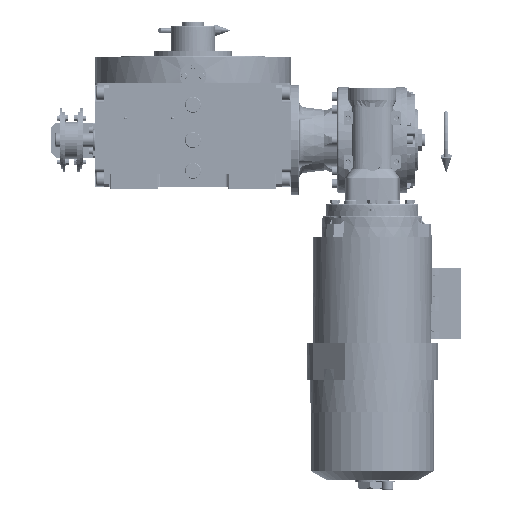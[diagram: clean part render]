
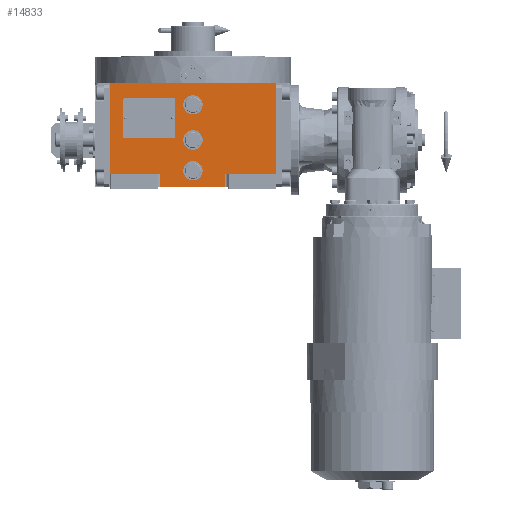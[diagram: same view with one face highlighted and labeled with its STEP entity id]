
A CAD part, top view. The second image highlights one B-rep face of the part: STEP entity #14833.
In plain terms, the highlighted planar face has unit normal (0, 0, 1).
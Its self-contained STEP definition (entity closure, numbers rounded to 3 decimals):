
#1864 = CARTESIAN_POINT ( 'NONE',  ( -37., -38.5, 163.5 ) ) ;
#4858 = CARTESIAN_POINT ( 'NONE',  ( 94.5, -38.5, 163.5 ) ) ;
#7124 = DIRECTION ( 'NONE',  ( 1., 0., 0. ) ) ;
#8238 = FACE_BOUND ( 'NONE', #150125, .T. ) ;
#8636 = DIRECTION ( 'NONE',  ( 0., 0., 1. ) ) ;
#9518 = CARTESIAN_POINT ( 'NONE',  ( 94.5, -38.5, 163.5 ) ) ;
#10317 = CIRCLE ( 'NONE', #112177, 11. ) ;
#11290 = DIRECTION ( 'NONE',  ( -1., 0., 0. ) ) ;
#12283 = ORIENTED_EDGE ( 'NONE', *, *, #137697, .F. ) ;
#14284 = AXIS2_PLACEMENT_3D ( 'NONE', #177923, #175253, #147063 ) ;
#14833 = ADVANCED_FACE ( 'NONE', ( #8238, #39089, #90870, #120774 ), #163392, .T. ) ;
#15145 = VERTEX_POINT ( 'NONE', #49866 ) ;
#15590 = AXIS2_PLACEMENT_3D ( 'NONE', #60733, #116067, #7124 ) ;
#16182 = ORIENTED_EDGE ( 'NONE', *, *, #82467, .F. ) ;
#16431 = CIRCLE ( 'NONE', #54060, 11. ) ;
#16484 = VECTOR ( 'NONE', #88472, 1000. ) ;
#16694 = LINE ( 'NONE', #86598, #84172 ) ;
#17590 = CARTESIAN_POINT ( 'NONE',  ( 11., -35., 163.5 ) ) ;
#19787 = CARTESIAN_POINT ( 'NONE',  ( -37., -53.5, 163.5 ) ) ;
#20647 = DIRECTION ( 'NONE',  ( 1., 0., 0. ) ) ;
#24230 = ORIENTED_EDGE ( 'NONE', *, *, #66778, .F. ) ;
#26104 = VERTEX_POINT ( 'NONE', #73919 ) ;
#28351 = VECTOR ( 'NONE', #103343, 1000. ) ;
#29719 = VECTOR ( 'NONE', #33739, 1000. ) ;
#32648 = EDGE_CURVE ( 'NONE', #137967, #98538, #57199, .T. ) ;
#32691 = DIRECTION ( 'NONE',  ( -1., 0., 0. ) ) ;
#33385 = VERTEX_POINT ( 'NONE', #79531 ) ;
#33739 = DIRECTION ( 'NONE',  ( 1., 0., 0. ) ) ;
#33803 = CIRCLE ( 'NONE', #45396, 11. ) ;
#35387 = ORIENTED_EDGE ( 'NONE', *, *, #172263, .F. ) ;
#36261 = VERTEX_POINT ( 'NONE', #74559 ) ;
#36993 = DIRECTION ( 'NONE',  ( 0., 0., 1. ) ) ;
#39089 = FACE_BOUND ( 'NONE', #166648, .T. ) ;
#42205 = CARTESIAN_POINT ( 'NONE',  ( -37., -53.5, 163.5 ) ) ;
#42703 = DIRECTION ( 'NONE',  ( 0., 1., 0. ) ) ;
#45307 = ORIENTED_EDGE ( 'NONE', *, *, #72726, .T. ) ;
#45396 = AXIS2_PLACEMENT_3D ( 'NONE', #109982, #110887, #70039 ) ;
#47291 = ORIENTED_EDGE ( 'NONE', *, *, #100579, .T. ) ;
#48321 = CARTESIAN_POINT ( 'NONE',  ( -94.5, 64.5, 163.5 ) ) ;
#49866 = CARTESIAN_POINT ( 'NONE',  ( 11., 40., 163.5 ) ) ;
#50245 = ORIENTED_EDGE ( 'NONE', *, *, #173741, .F. ) ;
#53796 = DIRECTION ( 'NONE',  ( 1., 0., 0. ) ) ;
#54060 = AXIS2_PLACEMENT_3D ( 'NONE', #157004, #119775, #32691 ) ;
#57199 = LINE ( 'NONE', #112524, #126787 ) ;
#57972 = EDGE_CURVE ( 'NONE', #76534, #36261, #10317, .T. ) ;
#60733 = CARTESIAN_POINT ( 'NONE',  ( 0., 40., 163.5 ) ) ;
#61418 = ORIENTED_EDGE ( 'NONE', *, *, #118194, .F. ) ;
#63301 = CARTESIAN_POINT ( 'NONE',  ( -94.5, -38.5, 163.5 ) ) ;
#66778 = EDGE_CURVE ( 'NONE', #98538, #26104, #145311, .T. ) ;
#70039 = DIRECTION ( 'NONE',  ( 1., 0., 0. ) ) ;
#72726 = EDGE_CURVE ( 'NONE', #81097, #26104, #79417, .T. ) ;
#73919 = CARTESIAN_POINT ( 'NONE',  ( 94.5, 64.5, 163.5 ) ) ;
#74559 = CARTESIAN_POINT ( 'NONE',  ( 11., 0., 163.5 ) ) ;
#76534 = VERTEX_POINT ( 'NONE', #108726 ) ;
#76799 = DIRECTION ( 'NONE',  ( 0., 0., 1. ) ) ;
#78390 = VERTEX_POINT ( 'NONE', #17590 ) ;
#79417 = LINE ( 'NONE', #9518, #135313 ) ;
#79531 = CARTESIAN_POINT ( 'NONE',  ( -11., -35., 163.5 ) ) ;
#80098 = LINE ( 'NONE', #151704, #142574 ) ;
#80156 = CIRCLE ( 'NONE', #141027, 11. ) ;
#81097 = VERTEX_POINT ( 'NONE', #4858 ) ;
#82366 = CARTESIAN_POINT ( 'NONE',  ( 37., -53.5, 163.5 ) ) ;
#82467 = EDGE_CURVE ( 'NONE', #160966, #101501, #16694, .T. ) ;
#84172 = VECTOR ( 'NONE', #127410, 1000. ) ;
#85063 = VERTEX_POINT ( 'NONE', #1864 ) ;
#86598 = CARTESIAN_POINT ( 'NONE',  ( 37., -38.5, 163.5 ) ) ;
#88472 = DIRECTION ( 'NONE',  ( 1., 0., 0. ) ) ;
#88768 = AXIS2_PLACEMENT_3D ( 'NONE', #133011, #76799, #107621 ) ;
#89358 = LINE ( 'NONE', #144660, #16484 ) ;
#90870 = FACE_BOUND ( 'NONE', #113742, .T. ) ;
#98019 = EDGE_CURVE ( 'NONE', #137967, #85063, #122180, .T. ) ;
#98538 = VERTEX_POINT ( 'NONE', #113504 ) ;
#99015 = CARTESIAN_POINT ( 'NONE',  ( -11., 40., 163.5 ) ) ;
#100579 = EDGE_CURVE ( 'NONE', #141565, #101501, #80098, .T. ) ;
#101501 = VERTEX_POINT ( 'NONE', #82366 ) ;
#102564 = EDGE_CURVE ( 'NONE', #15145, #137547, #151882, .T. ) ;
#103343 = DIRECTION ( 'NONE',  ( 0., 1., 0. ) ) ;
#107621 = DIRECTION ( 'NONE',  ( -1., 0., 0. ) ) ;
#108726 = CARTESIAN_POINT ( 'NONE',  ( -11., 0., 163.5 ) ) ;
#109982 = CARTESIAN_POINT ( 'NONE',  ( 0., -35., 163.5 ) ) ;
#110887 = DIRECTION ( 'NONE',  ( 0., 0., 1. ) ) ;
#112177 = AXIS2_PLACEMENT_3D ( 'NONE', #146571, #8636, #11290 ) ;
#112524 = CARTESIAN_POINT ( 'NONE',  ( -94.5, -38.5, 163.5 ) ) ;
#113504 = CARTESIAN_POINT ( 'NONE',  ( -94.5, 64.5, 163.5 ) ) ;
#113742 = EDGE_LOOP ( 'NONE', ( #143349, #12283 ) ) ;
#115069 = ORIENTED_EDGE ( 'NONE', *, *, #57972, .F. ) ;
#115151 = LINE ( 'NONE', #19787, #28351 ) ;
#116067 = DIRECTION ( 'NONE',  ( 0., 0., 1. ) ) ;
#118194 = EDGE_CURVE ( 'NONE', #36261, #76534, #80156, .T. ) ;
#119775 = DIRECTION ( 'NONE',  ( 0., 0., 1. ) ) ;
#120635 = CIRCLE ( 'NONE', #88768, 11. ) ;
#120774 = FACE_OUTER_BOUND ( 'NONE', #153559, .T. ) ;
#122180 = LINE ( 'NONE', #63301, #141920 ) ;
#126350 = ORIENTED_EDGE ( 'NONE', *, *, #156630, .F. ) ;
#126787 = VECTOR ( 'NONE', #42703, 1000. ) ;
#127410 = DIRECTION ( 'NONE',  ( 0., -1., 0. ) ) ;
#130176 = EDGE_CURVE ( 'NONE', #160966, #81097, #89358, .T. ) ;
#133011 = CARTESIAN_POINT ( 'NONE',  ( 0., -35., 163.5 ) ) ;
#135313 = VECTOR ( 'NONE', #176500, 1000. ) ;
#136538 = ORIENTED_EDGE ( 'NONE', *, *, #98019, .T. ) ;
#137547 = VERTEX_POINT ( 'NONE', #99015 ) ;
#137697 = EDGE_CURVE ( 'NONE', #137547, #15145, #16431, .T. ) ;
#137967 = VERTEX_POINT ( 'NONE', #165983 ) ;
#141027 = AXIS2_PLACEMENT_3D ( 'NONE', #147650, #36993, #20647 ) ;
#141565 = VERTEX_POINT ( 'NONE', #42205 ) ;
#141920 = VECTOR ( 'NONE', #163035, 1000. ) ;
#142574 = VECTOR ( 'NONE', #53796, 1000. ) ;
#143349 = ORIENTED_EDGE ( 'NONE', *, *, #102564, .F. ) ;
#144660 = CARTESIAN_POINT ( 'NONE',  ( 37., -38.5, 163.5 ) ) ;
#145311 = LINE ( 'NONE', #48321, #29719 ) ;
#146571 = CARTESIAN_POINT ( 'NONE',  ( 0., 0., 163.5 ) ) ;
#147063 = DIRECTION ( 'NONE',  ( 1., 0., 0. ) ) ;
#147650 = CARTESIAN_POINT ( 'NONE',  ( 0., 0., 163.5 ) ) ;
#150125 = EDGE_LOOP ( 'NONE', ( #61418, #115069 ) ) ;
#151704 = CARTESIAN_POINT ( 'NONE',  ( -37., -53.5, 163.5 ) ) ;
#151882 = CIRCLE ( 'NONE', #15590, 11. ) ;
#153559 = EDGE_LOOP ( 'NONE', ( #47291, #16182, #175047, #45307, #24230, #174114, #136538, #50245 ) ) ;
#155249 = CARTESIAN_POINT ( 'NONE',  ( 37., -38.5, 163.5 ) ) ;
#156630 = EDGE_CURVE ( 'NONE', #33385, #78390, #120635, .T. ) ;
#157004 = CARTESIAN_POINT ( 'NONE',  ( 0., 40., 163.5 ) ) ;
#160966 = VERTEX_POINT ( 'NONE', #155249 ) ;
#163035 = DIRECTION ( 'NONE',  ( 1., 0., 0. ) ) ;
#163392 = PLANE ( 'NONE',  #14284 ) ;
#165983 = CARTESIAN_POINT ( 'NONE',  ( -94.5, -38.5, 163.5 ) ) ;
#166648 = EDGE_LOOP ( 'NONE', ( #35387, #126350 ) ) ;
#172263 = EDGE_CURVE ( 'NONE', #78390, #33385, #33803, .T. ) ;
#173741 = EDGE_CURVE ( 'NONE', #141565, #85063, #115151, .T. ) ;
#174114 = ORIENTED_EDGE ( 'NONE', *, *, #32648, .F. ) ;
#175047 = ORIENTED_EDGE ( 'NONE', *, *, #130176, .T. ) ;
#175253 = DIRECTION ( 'NONE',  ( 0., 0., 1. ) ) ;
#176500 = DIRECTION ( 'NONE',  ( 0., 1., 0. ) ) ;
#177923 = CARTESIAN_POINT ( 'NONE',  ( -94.5, -53.5, 163.5 ) ) ;
